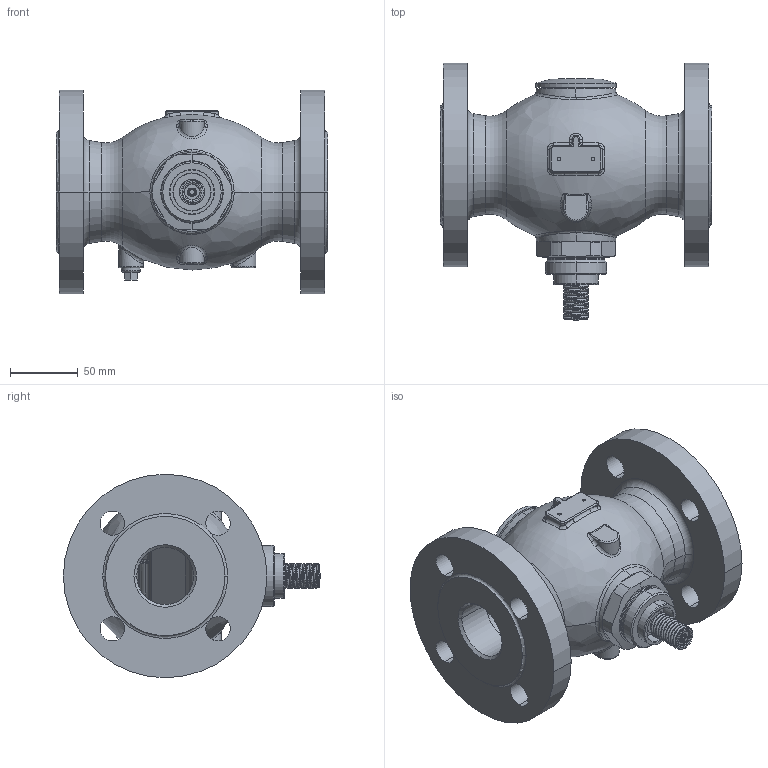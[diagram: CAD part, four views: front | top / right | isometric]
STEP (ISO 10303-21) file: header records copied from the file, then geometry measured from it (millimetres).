
FILE_DESCRIPTION((''),'2;1');
FILE_NAME('065B0784','2015-02-26T',('u317927'),('Danfoss'),'PRO/ENGINEER BY PARAMETRIC TECHNOLOGY CORPORATION, 2014000','PRO/ENGINEER BY PARAMETRIC TECHNOLOGY CORPORATION, 2014000','');
FILE_SCHEMA(('CONFIG_CONTROL_DESIGN'));
Length unit declared in the file: millimetre
Products named in the file (1): 065B0784
Bounding box: 200 x 189.5 x 150 mm (x, y, z)
Volume: 1229078.6 mm3; surface area: 218969.8 mm2
Topology: 1 solids, 1 shells, 613 faces, 1413 edges, 835 vertices
Faces by surface type: cylinder 199, plane 139, bspline 106, torus 95, cone 70, sphere 4
Entity records: 28955 total; most frequent: CARTESIAN_POINT 15441, DIRECTION 2875, ORIENTED_EDGE 2816, EDGE_CURVE 1408, AXIS2_PLACEMENT_3D 1250, VERTEX_POINT 835, CIRCLE 743, EDGE_LOOP 685
